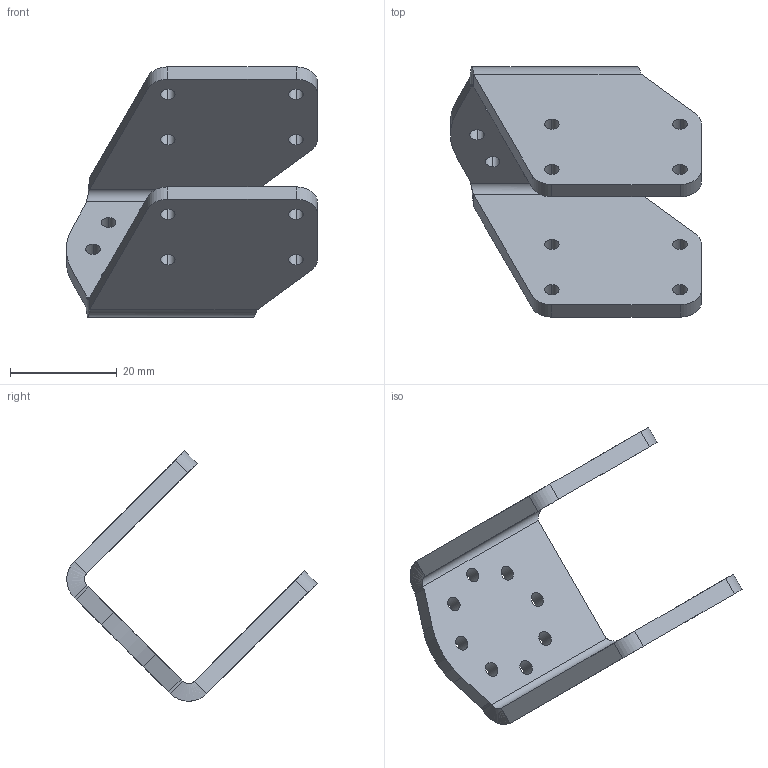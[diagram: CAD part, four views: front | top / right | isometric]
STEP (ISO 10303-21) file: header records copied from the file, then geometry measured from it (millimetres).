
FILE_DESCRIPTION (( 'STEP AP214' ), '1' );
FILE_NAME ('J4_Mount.STEP', '2023-11-16T04:31:19', ( '' ), ( '' ), 'SwSTEP 2.0', 'SolidWorks 2022', '' );
FILE_SCHEMA (( 'AUTOMOTIVE_DESIGN' ));
Length unit declared in the file: millimetre
Products named in the file (1): J4_Mount
Bounding box: 46.96 x 46.83 x 46.83 mm (x, y, z)
Volume: 9950.7 mm3; surface area: 7387.8 mm2
Topology: 1 solids, 1 shells, 66 faces, 176 edges, 112 vertices
Faces by surface type: cylinder 43, plane 19, bspline 4
Entity records: 2408 total; most frequent: CARTESIAN_POINT 623, DIRECTION 372, ORIENTED_EDGE 352, EDGE_CURVE 176, AXIS2_PLACEMENT_3D 141, VERTEX_POINT 112, EDGE_LOOP 98, VECTOR 90
